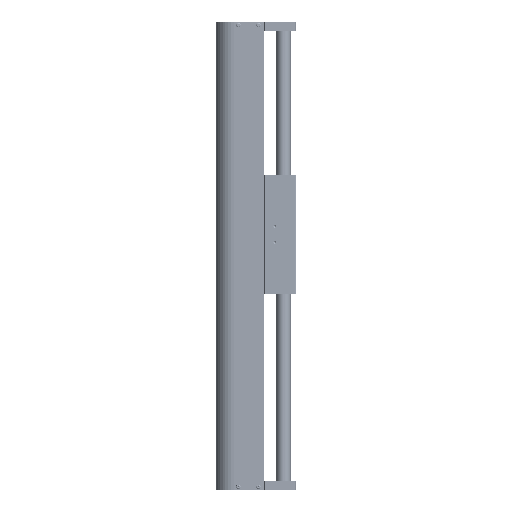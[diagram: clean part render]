
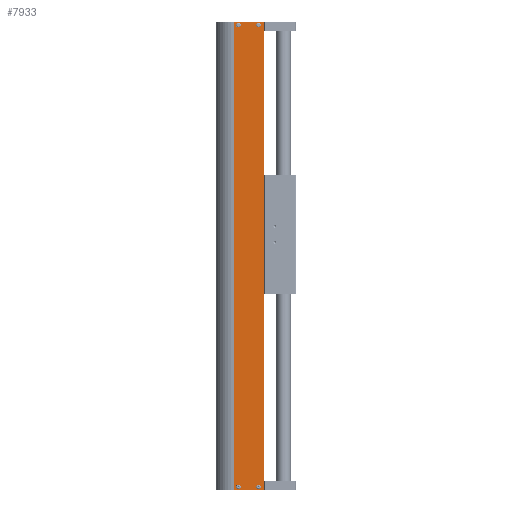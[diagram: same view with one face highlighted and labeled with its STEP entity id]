
A CAD part, left-side view. The second image highlights one B-rep face of the part: STEP entity #7933.
In plain terms, the highlighted face is planar.
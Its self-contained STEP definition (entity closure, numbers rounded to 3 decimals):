
#218 = CARTESIAN_POINT ( 'NONE',  ( -32., 0., 817. ) ) ;
#2205 = FACE_OUTER_BOUND ( 'NONE', #30024, .T. ) ;
#3156 = LINE ( 'NONE', #39260, #23370 ) ;
#5759 = CARTESIAN_POINT ( 'NONE',  ( -32., -51.5, 817. ) ) ;
#5772 = DIRECTION ( 'NONE',  ( 0., 0., 1. ) ) ;
#7240 = CIRCLE ( 'NONE', #83678, 2.4 ) ;
#7933 = ADVANCED_FACE ( 'NONE', ( #105368, #2205, #11053, #80688, #55037 ), #12715, .F. ) ;
#8151 = EDGE_CURVE ( 'NONE', #13542, #13542, #7240, .T. ) ;
#8791 = EDGE_CURVE ( 'NONE', #36952, #57408, #82014, .T. ) ;
#11053 = FACE_BOUND ( 'NONE', #93028, .T. ) ;
#12015 = DIRECTION ( 'NONE',  ( 0., 0., 1. ) ) ;
#12715 = PLANE ( 'NONE',  #51570 ) ;
#13542 = VERTEX_POINT ( 'NONE', #39119 ) ;
#16620 = CIRCLE ( 'NONE', #20154, 2.4 ) ;
#17693 = EDGE_LOOP ( 'NONE', ( #41534 ) ) ;
#19917 = CARTESIAN_POINT ( 'NONE',  ( -32., -42., 812. ) ) ;
#20154 = AXIS2_PLACEMENT_3D ( 'NONE', #19917, #28843, #62826 ) ;
#23370 = VECTOR ( 'NONE', #97310, 1000. ) ;
#25517 = VERTEX_POINT ( 'NONE', #83671 ) ;
#28843 = DIRECTION ( 'NONE',  ( -1., 0., 0. ) ) ;
#28933 = CARTESIAN_POINT ( 'NONE',  ( -32., 0., 0. ) ) ;
#30024 = EDGE_LOOP ( 'NONE', ( #34868, #101967, #78165, #72796 ) ) ;
#30058 = VERTEX_POINT ( 'NONE', #28933 ) ;
#30748 = DIRECTION ( 'NONE',  ( 0., 0., 1. ) ) ;
#32647 = EDGE_LOOP ( 'NONE', ( #71177 ) ) ;
#34868 = ORIENTED_EDGE ( 'NONE', *, *, #72722, .T. ) ;
#36952 = VERTEX_POINT ( 'NONE', #49741 ) ;
#37014 = EDGE_CURVE ( 'NONE', #25517, #57408, #69716, .T. ) ;
#38599 = VERTEX_POINT ( 'NONE', #72008 ) ;
#39119 = CARTESIAN_POINT ( 'NONE',  ( -32., -7., 7.4 ) ) ;
#39260 = CARTESIAN_POINT ( 'NONE',  ( -32., 0., 0. ) ) ;
#41534 = ORIENTED_EDGE ( 'NONE', *, *, #54126, .F. ) ;
#42422 = EDGE_CURVE ( 'NONE', #38599, #38599, #63391, .T. ) ;
#44430 = CARTESIAN_POINT ( 'NONE',  ( -32., 0., 817. ) ) ;
#44615 = CIRCLE ( 'NONE', #98119, 2.4 ) ;
#44663 = CARTESIAN_POINT ( 'NONE',  ( -32., -42., 814.4 ) ) ;
#49741 = CARTESIAN_POINT ( 'NONE',  ( -32., -51.5, 0. ) ) ;
#50000 = VECTOR ( 'NONE', #30748, 1000. ) ;
#50896 = EDGE_LOOP ( 'NONE', ( #97106 ) ) ;
#51570 = AXIS2_PLACEMENT_3D ( 'NONE', #44430, #78496, #79049 ) ;
#54126 = EDGE_CURVE ( 'NONE', #61709, #61709, #44615, .T. ) ;
#55037 = FACE_BOUND ( 'NONE', #50896, .T. ) ;
#56943 = DIRECTION ( 'NONE',  ( -1., 0., 0. ) ) ;
#57408 = VERTEX_POINT ( 'NONE', #95578 ) ;
#61709 = VERTEX_POINT ( 'NONE', #69489 ) ;
#62826 = DIRECTION ( 'NONE',  ( 0., 0., 1. ) ) ;
#63391 = CIRCLE ( 'NONE', #79433, 2.4 ) ;
#66266 = DIRECTION ( 'NONE',  ( -1., 0., 0. ) ) ;
#69489 = CARTESIAN_POINT ( 'NONE',  ( -32., -42., 7.4 ) ) ;
#69716 = LINE ( 'NONE', #218, #74975 ) ;
#71177 = ORIENTED_EDGE ( 'NONE', *, *, #42422, .F. ) ;
#72008 = CARTESIAN_POINT ( 'NONE',  ( -32., -7., 814.4 ) ) ;
#72675 = DIRECTION ( 'NONE',  ( -1., 0., 0. ) ) ;
#72722 = EDGE_CURVE ( 'NONE', #30058, #36952, #3156, .T. ) ;
#72796 = ORIENTED_EDGE ( 'NONE', *, *, #89883, .T. ) ;
#74975 = VECTOR ( 'NONE', #103213, 1000. ) ;
#78165 = ORIENTED_EDGE ( 'NONE', *, *, #37014, .F. ) ;
#78496 = DIRECTION ( 'NONE',  ( 1., 0., 0. ) ) ;
#79049 = DIRECTION ( 'NONE',  ( 0., 1., 0. ) ) ;
#79433 = AXIS2_PLACEMENT_3D ( 'NONE', #106215, #72675, #12015 ) ;
#79851 = VERTEX_POINT ( 'NONE', #44663 ) ;
#80225 = VECTOR ( 'NONE', #89184, 1000. ) ;
#80688 = FACE_BOUND ( 'NONE', #32647, .T. ) ;
#80854 = CARTESIAN_POINT ( 'NONE',  ( -32., 0., 817. ) ) ;
#82014 = LINE ( 'NONE', #5759, #50000 ) ;
#82028 = CARTESIAN_POINT ( 'NONE',  ( -32., -7., 5. ) ) ;
#82769 = EDGE_CURVE ( 'NONE', #79851, #79851, #16620, .T. ) ;
#83597 = DIRECTION ( 'NONE',  ( 0., 0., 1. ) ) ;
#83671 = CARTESIAN_POINT ( 'NONE',  ( -32., 0., 817. ) ) ;
#83678 = AXIS2_PLACEMENT_3D ( 'NONE', #82028, #56943, #5772 ) ;
#89184 = DIRECTION ( 'NONE',  ( 0., 0., -1. ) ) ;
#89883 = EDGE_CURVE ( 'NONE', #25517, #30058, #104305, .T. ) ;
#93028 = EDGE_LOOP ( 'NONE', ( #94543 ) ) ;
#94543 = ORIENTED_EDGE ( 'NONE', *, *, #82769, .F. ) ;
#95578 = CARTESIAN_POINT ( 'NONE',  ( -32., -51.5, 817. ) ) ;
#97106 = ORIENTED_EDGE ( 'NONE', *, *, #8151, .F. ) ;
#97310 = DIRECTION ( 'NONE',  ( 0., -1., 0. ) ) ;
#98119 = AXIS2_PLACEMENT_3D ( 'NONE', #108729, #66266, #83597 ) ;
#101967 = ORIENTED_EDGE ( 'NONE', *, *, #8791, .T. ) ;
#103213 = DIRECTION ( 'NONE',  ( 0., -1., 0. ) ) ;
#104305 = LINE ( 'NONE', #80854, #80225 ) ;
#105368 = FACE_BOUND ( 'NONE', #17693, .T. ) ;
#106215 = CARTESIAN_POINT ( 'NONE',  ( -32., -7., 812. ) ) ;
#108729 = CARTESIAN_POINT ( 'NONE',  ( -32., -42., 5. ) ) ;
